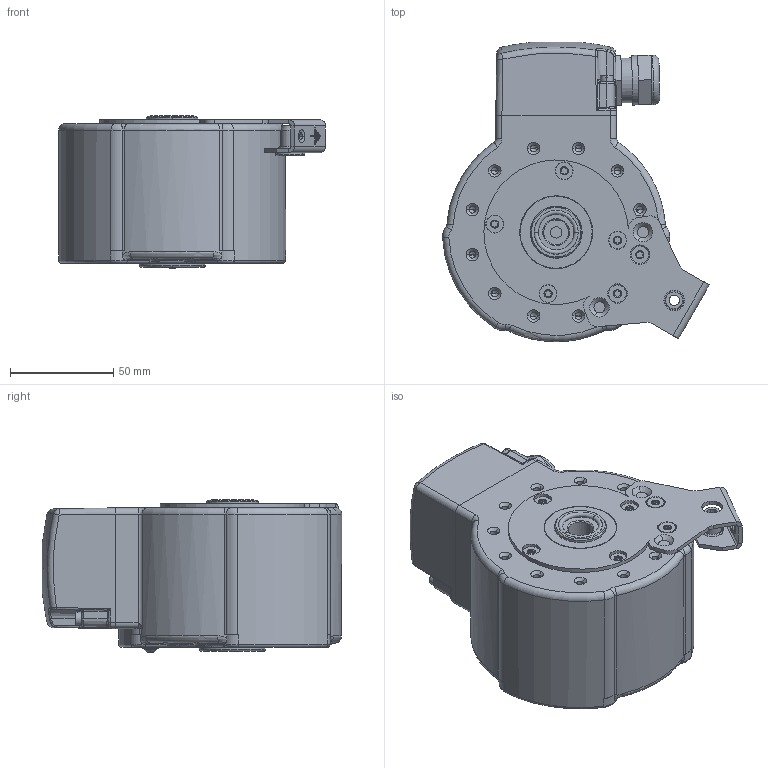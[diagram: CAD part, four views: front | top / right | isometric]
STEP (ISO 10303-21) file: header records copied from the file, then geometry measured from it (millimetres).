
FILE_DESCRIPTION((''),'2;1');
FILE_NAME('1041549-01','2013-08-06T',('se2562'),(''),'PRO/ENGINEER BY PARAMETRIC TECHNOLOGY CORPORATION, 2011410','PRO/ENGINEER BY PARAMETRIC TECHNOLOGY CORPORATION, 2011410','');
FILE_SCHEMA(('CONFIG_CONTROL_DESIGN'));
Length unit declared in the file: millimetre
Products named in the file (1): 1041549-01
Bounding box: 129.13 x 145 x 73.8 mm (x, y, z)
Volume: 334581.9 mm3; surface area: 146486.7 mm2
Topology: 44 solids, 44 shells, 1413 faces, 3331 edges, 1976 vertices
Faces by surface type: cylinder 573, plane 337, cone 187, torus 177, sphere 86, bspline 50, extrusion 2, revolution 1
Entity records: 50258 total; most frequent: CARTESIAN_POINT 17929, DIRECTION 7357, ORIENTED_EDGE 6366, EDGE_CURVE 3183, AXIS2_PLACEMENT_3D 3155, VERTEX_POINT 1976, CIRCLE 1795, EDGE_LOOP 1571
